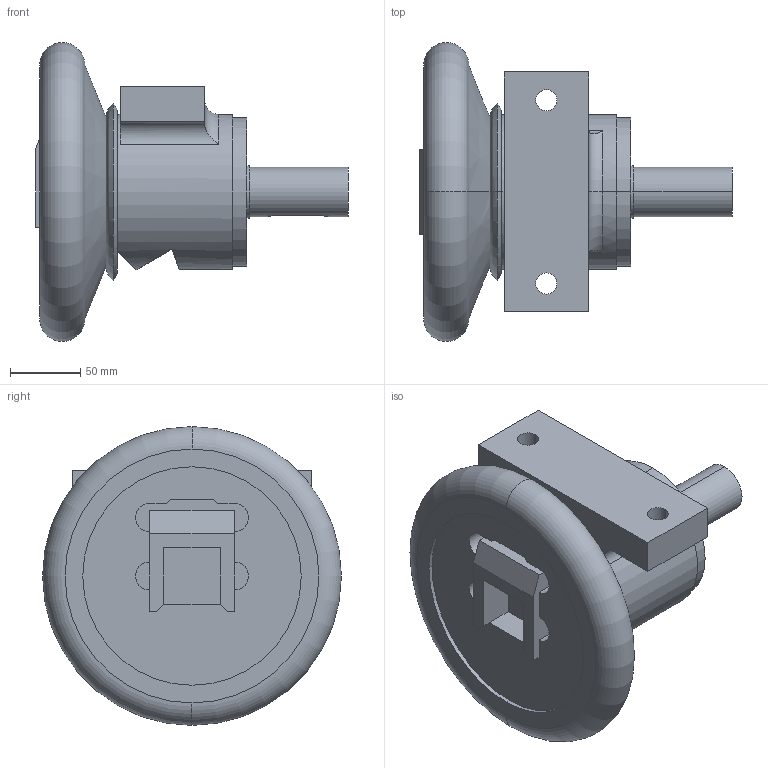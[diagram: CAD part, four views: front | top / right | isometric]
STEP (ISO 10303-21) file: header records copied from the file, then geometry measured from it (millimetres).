
FILE_DESCRIPTION (( 'STEP AP203' ), '1' );
FILE_NAME ('STW35(·½¿Ú40).STEP', '2019-08-05T09:26:09', ( 'User' ), ( 'China' ), 'SwSTEP 2.0', 'SolidWorks 2012', '' );
FILE_SCHEMA (( 'CONFIG_CONTROL_DESIGN' ));
Length unit declared in the file: millimetre
Products named in the file (1): STW35(源諳40)
Bounding box: 222 x 212 x 212 mm (x, y, z)
Volume: 2463338.8 mm3; surface area: 175239.7 mm2
Topology: 1 solids, 1 shells, 127 faces, 311 edges, 204 vertices
Faces by surface type: plane 78, cylinder 39, torus 8, cone 2
Entity records: 3944 total; most frequent: CARTESIAN_POINT 789, DIRECTION 653, ORIENTED_EDGE 622, EDGE_CURVE 311, AXIS2_PLACEMENT_3D 226, VERTEX_POINT 204, VECTOR 201, LINE 201
